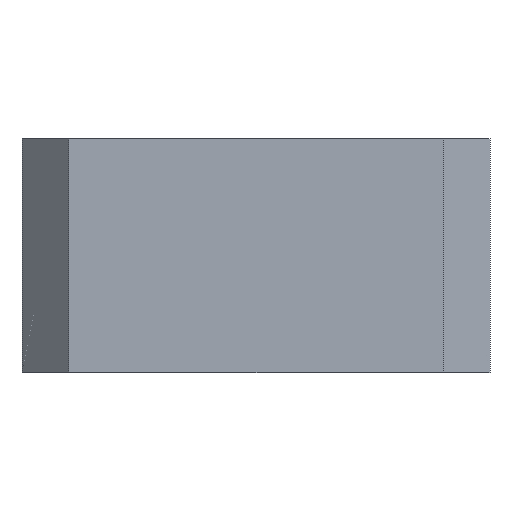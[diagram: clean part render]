
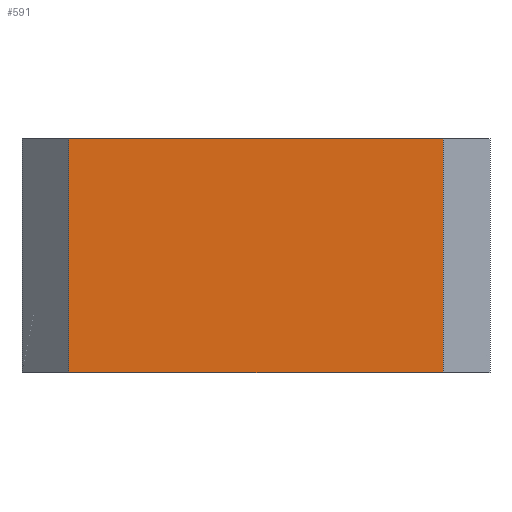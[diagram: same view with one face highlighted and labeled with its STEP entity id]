
A CAD part, left-side view. The second image highlights one B-rep face of the part: STEP entity #591.
In plain terms, the highlighted planar face has unit normal (-1, 0, 0).
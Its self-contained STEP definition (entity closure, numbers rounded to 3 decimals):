
#118=DIRECTION('',(0.,-1.,0.));
#119=VECTOR('',#118,25.4);
#120=CARTESIAN_POINT('',(0.,-3.175,0.));
#121=LINE('',#120,#119);
#148=DIRECTION('',(0.,0.,-1.));
#149=VECTOR('',#148,15.875);
#150=CARTESIAN_POINT('',(0.,-3.175,15.875));
#151=LINE('',#150,#149);
#156=DIRECTION('',(0.,-1.,0.));
#157=VECTOR('',#156,25.4);
#158=CARTESIAN_POINT('',(0.,-3.175,15.875));
#159=LINE('',#158,#157);
#164=DIRECTION('',(0.,0.,1.));
#165=VECTOR('',#164,15.875);
#166=CARTESIAN_POINT('',(0.,-28.575,0.));
#167=LINE('',#166,#165);
#370=CARTESIAN_POINT('',(0.,-28.575,15.875));
#371=VERTEX_POINT('',#370);
#372=CARTESIAN_POINT('',(0.,-3.175,15.875));
#373=VERTEX_POINT('',#372);
#412=CARTESIAN_POINT('',(0.,-3.175,0.));
#413=VERTEX_POINT('',#412);
#414=CARTESIAN_POINT('',(0.,-28.575,0.));
#415=VERTEX_POINT('',#414);
#579=CARTESIAN_POINT('',(0.,0.,15.875));
#580=DIRECTION('',(1.,0.,0.));
#581=DIRECTION('',(0.,1.,0.));
#582=AXIS2_PLACEMENT_3D('',#579,#580,#581);
#583=PLANE('',#582);
#584=ORIENTED_EDGE('',*,*,#533,.F.);
#585=ORIENTED_EDGE('',*,*,#572,.F.);
#586=ORIENTED_EDGE('',*,*,#481,.T.);
#588=ORIENTED_EDGE('',*,*,#587,.F.);
#589=EDGE_LOOP('',(#584,#585,#586,#588));
#590=FACE_OUTER_BOUND('',#589,.F.);
#591=ADVANCED_FACE('',(#590),#583,.F.);
#481=EDGE_CURVE('',#373,#371,#159,.T.);
#533=EDGE_CURVE('',#413,#415,#121,.T.);
#572=EDGE_CURVE('',#373,#413,#151,.T.);
#587=EDGE_CURVE('',#415,#371,#167,.T.);
